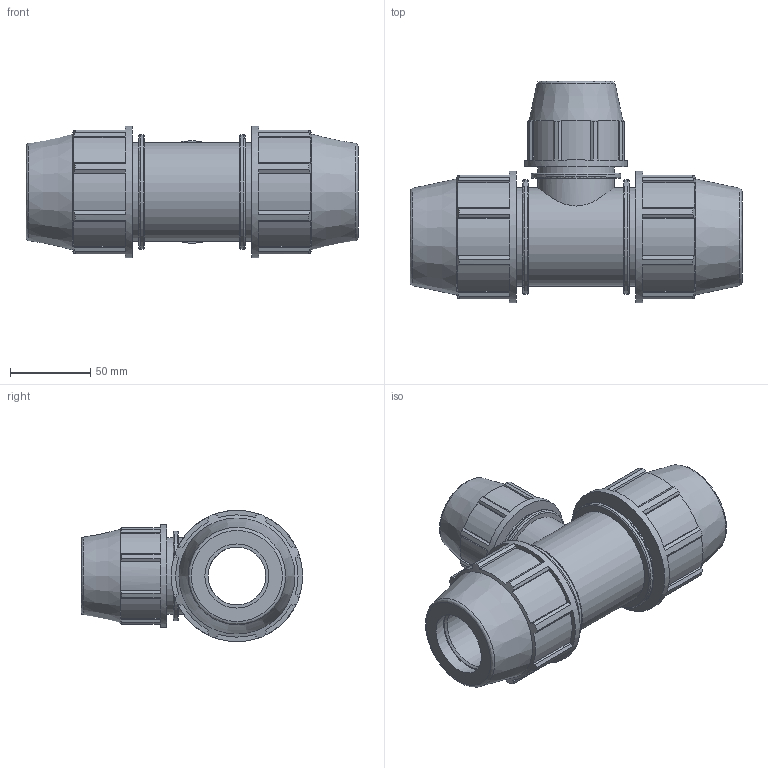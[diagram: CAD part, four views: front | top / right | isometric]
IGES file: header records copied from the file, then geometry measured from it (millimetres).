
Global section: file name: 073400040032_183400040032_0734060400320A.ipt; native system: Autodesk Inventor 2015; preprocessor: unknown; author: Кирилл,,11,0; organization: 20170224.180708; date: 20170606.172356; units: millimetre
Bounding box: 207 x 138 x 82 mm (x, y, z)
Volume: 636004 mm3; surface area: 109759.8 mm2
Topology: 1 solids, 1 shells, 199 faces, 566 edges, 383 vertices
Faces by surface type: plane 138, cylinder 35, revolution 20, cone 6
Full cylindrical faces by diameter (mm): 48 x2, 55.68 x1, 61.5 x3, 64 x1, 71.34 x2, 82 x2
